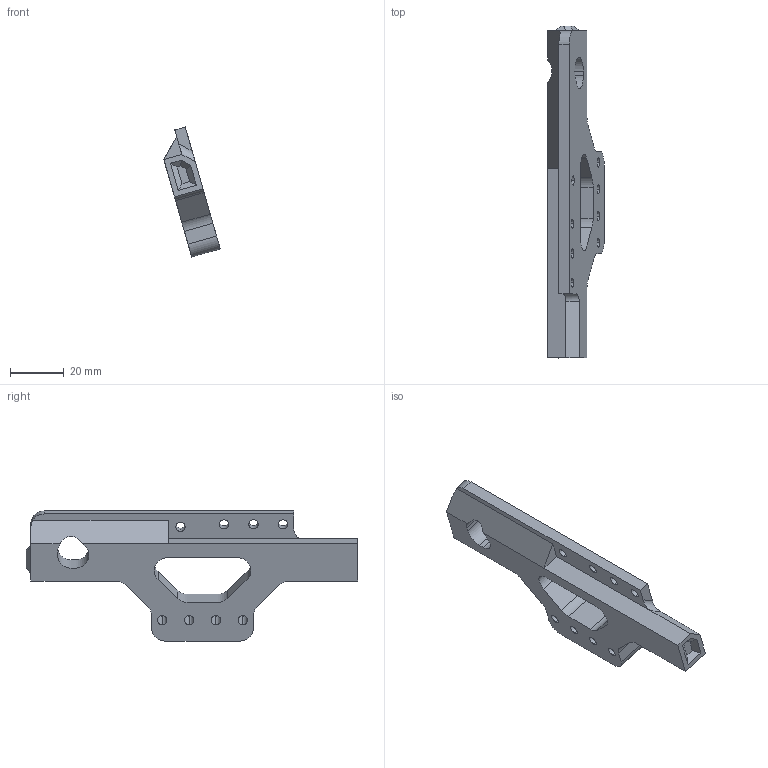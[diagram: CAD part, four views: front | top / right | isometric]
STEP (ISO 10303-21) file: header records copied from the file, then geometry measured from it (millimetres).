
FILE_DESCRIPTION (( 'STEP AP214' ), '1' );
FILE_NAME ('撥堤儂蟀諉.STEP', '2024-12-23T06:37:06', ( '' ), ( '' ), 'SwSTEP 2.0', 'SolidWorks 2022', '' );
FILE_SCHEMA (( 'AUTOMOTIVE_DESIGN' ));
Length unit declared in the file: millimetre
Products named in the file (1): 挤出机连接
Bounding box: 20.98 x 123.75 x 48.47 mm (x, y, z)
Volume: 27923.3 mm3; surface area: 11246 mm2
Topology: 1 solids, 1 shells, 69 faces, 196 edges, 130 vertices
Faces by surface type: plane 37, cylinder 32
Entity records: 2329 total; most frequent: CARTESIAN_POINT 411, ORIENTED_EDGE 392, DIRECTION 392, EDGE_CURVE 196, AXIS2_PLACEMENT_3D 131, VECTOR 130, VERTEX_POINT 130, LINE 130
